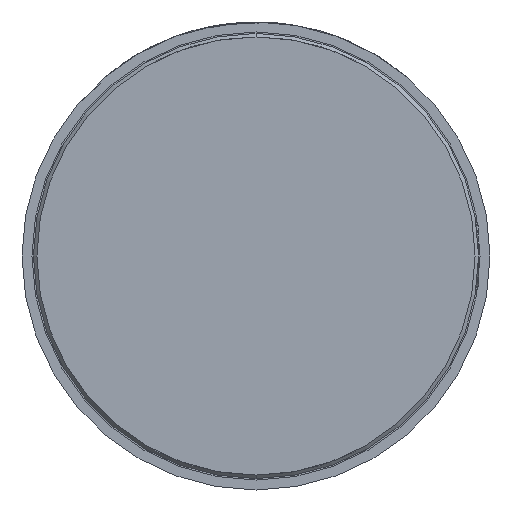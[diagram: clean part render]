
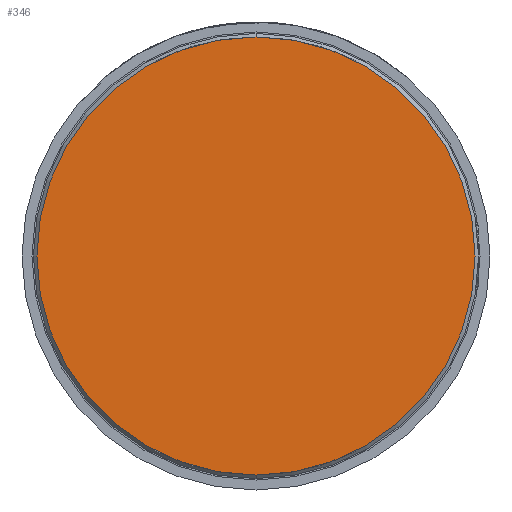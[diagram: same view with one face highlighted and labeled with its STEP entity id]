
A CAD part, front view. The second image highlights one B-rep face of the part: STEP entity #346.
In plain terms, the highlighted planar face has unit normal (0, -1, 0).
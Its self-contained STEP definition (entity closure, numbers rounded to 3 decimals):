
#41 = CARTESIAN_POINT ( 'NONE',  ( 2.2, 0., 0. ) ) ;
#303 = DIRECTION ( 'NONE',  ( 0., -1., 0. ) ) ;
#346 = ADVANCED_FACE ( 'Defeature ausgef�hrt1_38', ( #4224 ), #3022, .F. ) ;
#378 = DIRECTION ( 'NONE',  ( -1., 0., 0. ) ) ;
#403 = EDGE_CURVE ( 'Defeature ausgef�hrt1_38+Defeature ausgef�hrt1_37+Defeature ausgef�hrt1_37+Defeature ausgef�hrt1_37', #3246, #4299, #3766, .T. ) ;
#679 = CARTESIAN_POINT ( 'NONE',  ( 0., 0., 0. ) ) ;
#716 = AXIS2_PLACEMENT_3D ( 'NONE', #2240, #2619, #378 ) ;
#772 = CARTESIAN_POINT ( 'NONE',  ( 0., 0., -1.9 ) ) ;
#785 = DIRECTION ( 'NONE',  ( 0., 1., 0. ) ) ;
#1401 = DIRECTION ( 'NONE',  ( -1., 0., 0. ) ) ;
#1473 = CIRCLE ( 'NONE', #3412, 2.2 ) ;
#1963 = AXIS2_PLACEMENT_3D ( 'NONE', #772, #785, #2597 ) ;
#2031 = EDGE_LOOP ( 'NONE', ( #2033, #2658 ) ) ;
#2033 = ORIENTED_EDGE ( 'NONE', *, *, #403, .T. ) ;
#2240 = CARTESIAN_POINT ( 'NONE',  ( 0., 0., 0. ) ) ;
#2597 = DIRECTION ( 'NONE',  ( 1., 0., 0. ) ) ;
#2619 = DIRECTION ( 'NONE',  ( 0., -1., 0. ) ) ;
#2658 = ORIENTED_EDGE ( 'NONE', *, *, #3490, .T. ) ;
#3022 = PLANE ( 'NONE',  #1963 ) ;
#3246 = VERTEX_POINT ( 'NONE', #3799 ) ;
#3412 = AXIS2_PLACEMENT_3D ( 'NONE', #679, #303, #1401 ) ;
#3490 = EDGE_CURVE ( 'Defeature ausgef�hrt1_38+Defeature ausgef�hrt1_37+Defeature ausgef�hrt1_37+Defeature ausgef�hrt1_37', #4299, #3246, #1473, .T. ) ;
#3766 = CIRCLE ( 'NONE', #716, 2.2 ) ;
#3799 = CARTESIAN_POINT ( 'NONE',  ( -2.2, 0., 0. ) ) ;
#4224 = FACE_OUTER_BOUND ( 'NONE', #2031, .T. ) ;
#4299 = VERTEX_POINT ( 'NONE', #41 ) ;
